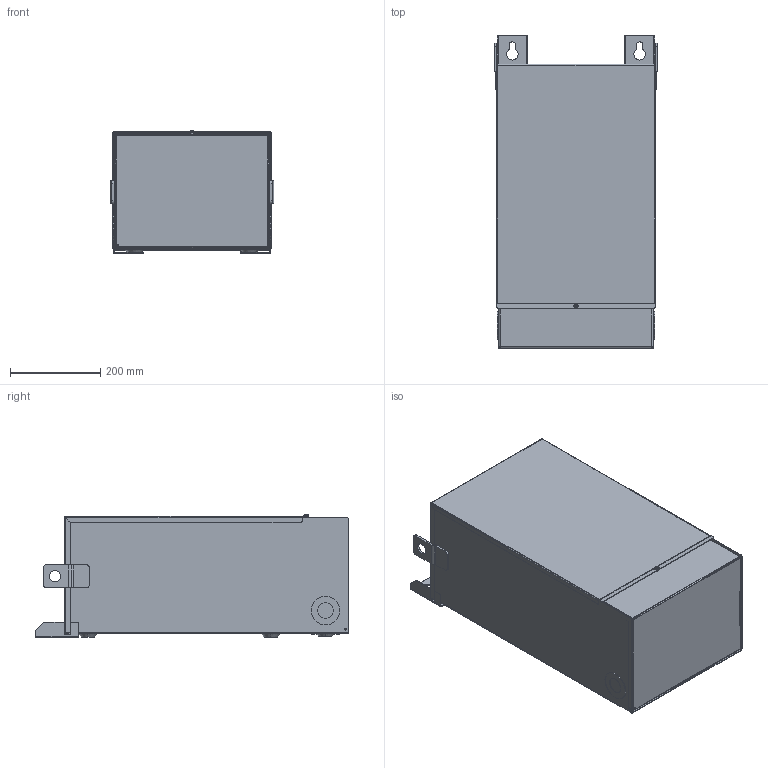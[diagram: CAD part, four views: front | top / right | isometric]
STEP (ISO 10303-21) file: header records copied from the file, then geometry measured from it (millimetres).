
FILE_DESCRIPTION (( 'STEP AP203' ), '1' );
FILE_NAME ('C1F025LES.step', '2020-03-24T14:44:33', ( '' ), ( '' ), 'SwSTEP 2.0', 'SolidWorks 2019', '' );
FILE_SCHEMA (( 'CONFIG_CONTROL_DESIGN' ));
Length unit declared in the file: inch
Products named in the file (1): C1F025LES
Bounding box: 363.43 x 693.8 x 272.66 mm (x, y, z)
Volume: 1551071.7 mm3; surface area: 2006949.8 mm2
Topology: 8 solids, 8 shells, 347 faces, 844 edges, 536 vertices
Faces by surface type: plane 174, cylinder 135, cone 26, bspline 12
Entity records: 11120 total; most frequent: CARTESIAN_POINT 2735, DIRECTION 1768, ORIENTED_EDGE 1688, EDGE_CURVE 844, AXIS2_PLACEMENT_3D 628, VERTEX_POINT 536, LINE 512, VECTOR 512
